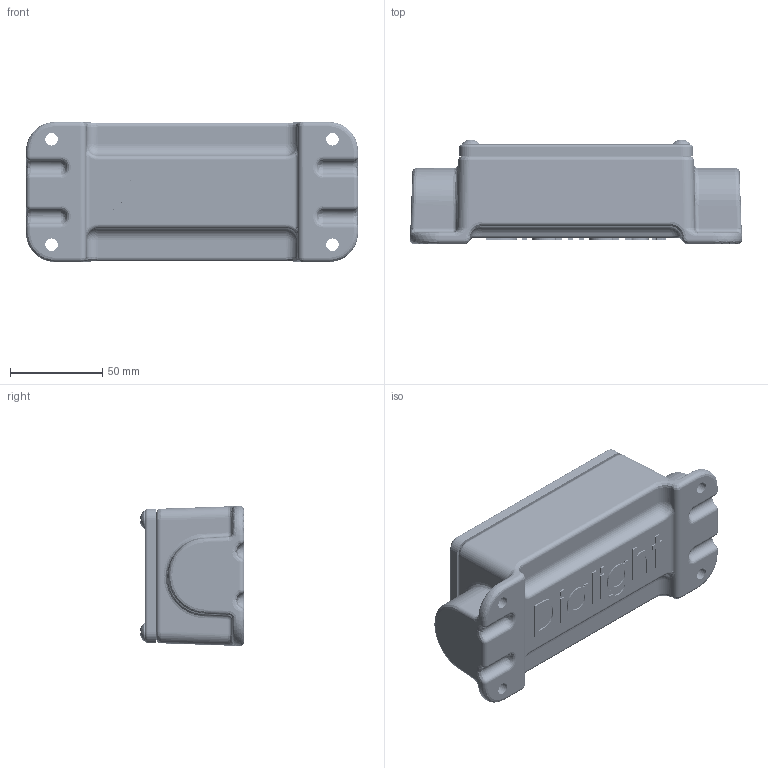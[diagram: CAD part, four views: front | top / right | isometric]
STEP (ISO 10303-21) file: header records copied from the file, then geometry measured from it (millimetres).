
FILE_DESCRIPTION((''),'2;1');
FILE_NAME('8800865322000_ASM','2016-04-07T',('mainorba'),(''),'PRO/ENGINEER BY PARAMETRIC TECHNOLOGY CORPORATION, 2014000','PRO/ENGINEER BY PARAMETRIC TECHNOLOGY CORPORATION, 2014000','');
FILE_SCHEMA(('CONFIG_CONTROL_DESIGN'));
Length unit declared in the file: inch
Products named in the file (18): 3900865001200; 93620A444; 1500865005300; 1757255; 8800865317000_ASM; 2800865001000; 3900865001300; 5000865000400; 3600LEX000100; 4700LEX000100; 91770A196; 0000160769; 3900865001301_UCUT; 6000865003100; 8300HZC000100; 9300865003100; 8800865322000_ZIPTIE; 8800865322000_ASM
Assembly tree (31 placements, depth 3):
  8800865322000_ASM
    3900865001200
    93620A444  x4
    8800865317000_ASM
      1500865005300
      1757255
    2800865001000
    3900865001300
    5000865000400
    3600LEX000100  x2
    4700LEX000100
    91770A196  x4
    0000160769  x4
    3900865001301_UCUT
    6000865003100  x5
    8300HZC000100
    9300865003100
    8800865322000_ZIPTIE
Bounding box: 180.17 x 56.49 x 76.03 mm (x, y, z)
Volume: 348694.2 mm3; surface area: 111613.6 mm2
Topology: 35 solids, 45 shells, 2879 faces, 7539 edges, 4816 vertices
Faces by surface type: plane 1078, cylinder 1002, bspline 379, cone 239, extrusion 64, torus 59, sphere 58
Entity records: 85988 total; most frequent: CARTESIAN_POINT 45988, ORIENTED_EDGE 8468, DIRECTION 7745, EDGE_CURVE 4252, AXIS2_PLACEMENT_3D 2677, VERTEX_POINT 2673, VECTOR 2391, LINE 2327
